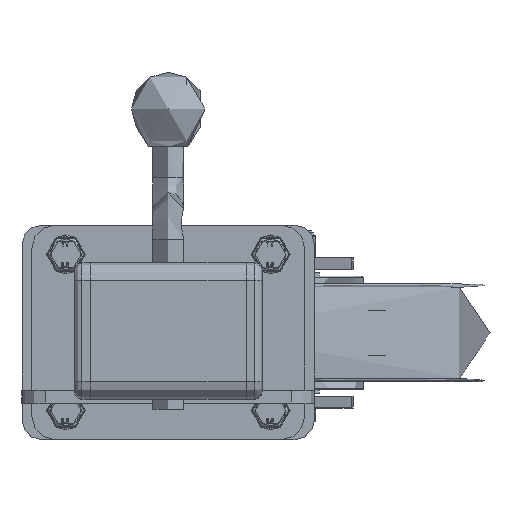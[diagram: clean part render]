
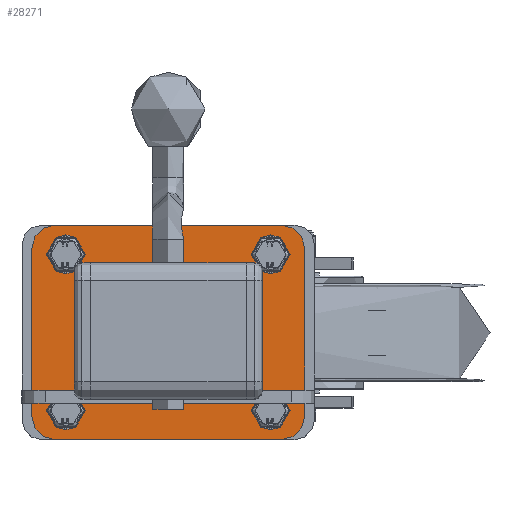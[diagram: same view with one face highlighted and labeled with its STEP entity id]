
A CAD part, top view. The second image highlights one B-rep face of the part: STEP entity #28271.
In plain terms, the highlighted planar face has unit normal (0, 0, 1).
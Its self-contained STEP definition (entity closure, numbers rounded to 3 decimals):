
#1161=FACE_BOUND('',#9809,.T.);
#1162=FACE_BOUND('',#9810,.T.);
#1163=FACE_BOUND('',#9811,.T.);
#1164=FACE_BOUND('',#9812,.T.);
#1165=FACE_BOUND('',#9813,.T.);
#1518=PLANE('',#30767);
#3484=LINE('',#48700,#5403);
#3489=LINE('',#48714,#5408);
#3493=LINE('',#48726,#5412);
#3497=LINE('',#48738,#5416);
#3516=LINE('',#48798,#5435);
#3521=LINE('',#48812,#5440);
#3525=LINE('',#48824,#5444);
#3529=LINE('',#48836,#5448);
#3534=LINE('',#48854,#5453);
#3538=LINE('',#48865,#5457);
#3542=LINE('',#48878,#5461);
#3546=LINE('',#48889,#5465);
#3550=LINE('',#48902,#5469);
#3554=LINE('',#48913,#5473);
#3558=LINE('',#48926,#5477);
#3562=LINE('',#48937,#5481);
#5403=VECTOR('',#34815,1000.);
#5408=VECTOR('',#34828,1000.);
#5412=VECTOR('',#34840,1000.);
#5416=VECTOR('',#34852,1000.);
#5435=VECTOR('',#34915,1000.);
#5440=VECTOR('',#34928,1000.);
#5444=VECTOR('',#34940,1000.);
#5448=VECTOR('',#34952,1000.);
#5453=VECTOR('',#34971,1000.);
#5457=VECTOR('',#34983,1000.);
#5461=VECTOR('',#34995,1000.);
#5465=VECTOR('',#35007,1000.);
#5469=VECTOR('',#35019,1000.);
#5473=VECTOR('',#35031,1000.);
#5477=VECTOR('',#35043,1000.);
#5481=VECTOR('',#35055,1000.);
#7947=FACE_OUTER_BOUND('',#9808,.T.);
#9808=EDGE_LOOP('',(#21948,#21949,#21950,#21951,#21952,#21953,#21954,#21955));
#9809=EDGE_LOOP('',(#21956,#21957,#21958,#21959,#21960,#21961,#21962,#21963));
#9810=EDGE_LOOP('',(#21964,#21965,#21966,#21967));
#9811=EDGE_LOOP('',(#21968,#21969,#21970,#21971));
#9812=EDGE_LOOP('',(#21972,#21973,#21974,#21975));
#9813=EDGE_LOOP('',(#21976,#21977,#21978,#21979));
#11474=CIRCLE('',#30688,5.);
#11475=CIRCLE('',#30691,5.);
#11477=CIRCLE('',#30695,5.);
#11479=CIRCLE('',#30699,5.);
#11489=CIRCLE('',#30721,12.);
#11491=CIRCLE('',#30725,12.);
#11493=CIRCLE('',#30729,12.);
#11495=CIRCLE('',#30733,12.);
#11497=CIRCLE('',#30736,5.5);
#11499=CIRCLE('',#30740,5.5);
#11501=CIRCLE('',#30744,5.5);
#11503=CIRCLE('',#30748,5.5);
#11505=CIRCLE('',#30752,5.5);
#11507=CIRCLE('',#30756,5.5);
#11509=CIRCLE('',#30760,5.5);
#11511=CIRCLE('',#30764,5.5);
#13235=VERTEX_POINT('',#48698);
#13236=VERTEX_POINT('',#48699);
#13240=VERTEX_POINT('',#48709);
#13241=VERTEX_POINT('',#48713);
#13243=VERTEX_POINT('',#48719);
#13245=VERTEX_POINT('',#48725);
#13247=VERTEX_POINT('',#48731);
#13249=VERTEX_POINT('',#48737);
#13267=VERTEX_POINT('',#48796);
#13268=VERTEX_POINT('',#48797);
#13271=VERTEX_POINT('',#48805);
#13273=VERTEX_POINT('',#48811);
#13275=VERTEX_POINT('',#48817);
#13277=VERTEX_POINT('',#48823);
#13279=VERTEX_POINT('',#48829);
#13281=VERTEX_POINT('',#48835);
#13283=VERTEX_POINT('',#48844);
#13284=VERTEX_POINT('',#48845);
#13287=VERTEX_POINT('',#48853);
#13289=VERTEX_POINT('',#48859);
#13291=VERTEX_POINT('',#48868);
#13292=VERTEX_POINT('',#48869);
#13295=VERTEX_POINT('',#48877);
#13297=VERTEX_POINT('',#48883);
#13299=VERTEX_POINT('',#48892);
#13300=VERTEX_POINT('',#48893);
#13303=VERTEX_POINT('',#48901);
#13305=VERTEX_POINT('',#48907);
#13307=VERTEX_POINT('',#48916);
#13308=VERTEX_POINT('',#48917);
#13311=VERTEX_POINT('',#48925);
#13313=VERTEX_POINT('',#48931);
#16325=EDGE_CURVE('',#13235,#13236,#3484,.T.);
#16331=EDGE_CURVE('',#13240,#13236,#11474,.T.);
#16332=EDGE_CURVE('',#13240,#13241,#3489,.T.);
#16335=EDGE_CURVE('',#13241,#13243,#11475,.T.);
#16338=EDGE_CURVE('',#13243,#13245,#3493,.T.);
#16341=EDGE_CURVE('',#13245,#13247,#11477,.T.);
#16344=EDGE_CURVE('',#13247,#13249,#3497,.T.);
#16347=EDGE_CURVE('',#13249,#13235,#11479,.T.);
#16373=EDGE_CURVE('',#13267,#13268,#3516,.T.);
#16377=EDGE_CURVE('',#13268,#13271,#11489,.T.);
#16380=EDGE_CURVE('',#13271,#13273,#3521,.T.);
#16383=EDGE_CURVE('',#13273,#13275,#11491,.T.);
#16386=EDGE_CURVE('',#13275,#13277,#3525,.T.);
#16389=EDGE_CURVE('',#13277,#13279,#11493,.T.);
#16392=EDGE_CURVE('',#13279,#13281,#3529,.T.);
#16395=EDGE_CURVE('',#13281,#13267,#11495,.T.);
#16397=EDGE_CURVE('',#13283,#13284,#11497,.T.);
#16401=EDGE_CURVE('',#13284,#13287,#3534,.T.);
#16404=EDGE_CURVE('',#13287,#13289,#11499,.T.);
#16407=EDGE_CURVE('',#13289,#13283,#3538,.T.);
#16409=EDGE_CURVE('',#13291,#13292,#11501,.T.);
#16413=EDGE_CURVE('',#13292,#13295,#3542,.T.);
#16416=EDGE_CURVE('',#13295,#13297,#11503,.T.);
#16419=EDGE_CURVE('',#13297,#13291,#3546,.T.);
#16421=EDGE_CURVE('',#13299,#13300,#11505,.T.);
#16425=EDGE_CURVE('',#13300,#13303,#3550,.T.);
#16428=EDGE_CURVE('',#13303,#13305,#11507,.T.);
#16431=EDGE_CURVE('',#13305,#13299,#3554,.T.);
#16433=EDGE_CURVE('',#13307,#13308,#11509,.T.);
#16437=EDGE_CURVE('',#13308,#13311,#3558,.T.);
#16440=EDGE_CURVE('',#13311,#13313,#11511,.T.);
#16443=EDGE_CURVE('',#13313,#13307,#3562,.T.);
#21948=ORIENTED_EDGE('',*,*,#16373,.F.);
#21949=ORIENTED_EDGE('',*,*,#16395,.F.);
#21950=ORIENTED_EDGE('',*,*,#16392,.F.);
#21951=ORIENTED_EDGE('',*,*,#16389,.F.);
#21952=ORIENTED_EDGE('',*,*,#16386,.F.);
#21953=ORIENTED_EDGE('',*,*,#16383,.F.);
#21954=ORIENTED_EDGE('',*,*,#16380,.F.);
#21955=ORIENTED_EDGE('',*,*,#16377,.F.);
#21956=ORIENTED_EDGE('',*,*,#16347,.T.);
#21957=ORIENTED_EDGE('',*,*,#16325,.T.);
#21958=ORIENTED_EDGE('',*,*,#16331,.F.);
#21959=ORIENTED_EDGE('',*,*,#16332,.T.);
#21960=ORIENTED_EDGE('',*,*,#16335,.T.);
#21961=ORIENTED_EDGE('',*,*,#16338,.T.);
#21962=ORIENTED_EDGE('',*,*,#16341,.T.);
#21963=ORIENTED_EDGE('',*,*,#16344,.T.);
#21964=ORIENTED_EDGE('',*,*,#16433,.F.);
#21965=ORIENTED_EDGE('',*,*,#16443,.F.);
#21966=ORIENTED_EDGE('',*,*,#16440,.F.);
#21967=ORIENTED_EDGE('',*,*,#16437,.F.);
#21968=ORIENTED_EDGE('',*,*,#16421,.F.);
#21969=ORIENTED_EDGE('',*,*,#16431,.F.);
#21970=ORIENTED_EDGE('',*,*,#16428,.F.);
#21971=ORIENTED_EDGE('',*,*,#16425,.F.);
#21972=ORIENTED_EDGE('',*,*,#16409,.F.);
#21973=ORIENTED_EDGE('',*,*,#16419,.F.);
#21974=ORIENTED_EDGE('',*,*,#16416,.F.);
#21975=ORIENTED_EDGE('',*,*,#16413,.F.);
#21976=ORIENTED_EDGE('',*,*,#16397,.F.);
#21977=ORIENTED_EDGE('',*,*,#16407,.F.);
#21978=ORIENTED_EDGE('',*,*,#16404,.F.);
#21979=ORIENTED_EDGE('',*,*,#16401,.F.);
#28271=ADVANCED_FACE('',(#7947,#1161,#1162,#1163,#1164,#1165),#1518,.T.);
#30688=AXIS2_PLACEMENT_3D('',#48711,#34824,#34825);
#30691=AXIS2_PLACEMENT_3D('',#48720,#34833,#34834);
#30695=AXIS2_PLACEMENT_3D('',#48732,#34845,#34846);
#30699=AXIS2_PLACEMENT_3D('',#48743,#34857,#34858);
#30721=AXIS2_PLACEMENT_3D('',#48806,#34921,#34922);
#30725=AXIS2_PLACEMENT_3D('',#48818,#34933,#34934);
#30729=AXIS2_PLACEMENT_3D('',#48830,#34945,#34946);
#30733=AXIS2_PLACEMENT_3D('',#48841,#34957,#34958);
#30736=AXIS2_PLACEMENT_3D('',#48846,#34963,#34964);
#30740=AXIS2_PLACEMENT_3D('',#48860,#34976,#34977);
#30744=AXIS2_PLACEMENT_3D('',#48870,#34987,#34988);
#30748=AXIS2_PLACEMENT_3D('',#48884,#35000,#35001);
#30752=AXIS2_PLACEMENT_3D('',#48894,#35011,#35012);
#30756=AXIS2_PLACEMENT_3D('',#48908,#35024,#35025);
#30760=AXIS2_PLACEMENT_3D('',#48918,#35035,#35036);
#30764=AXIS2_PLACEMENT_3D('',#48932,#35048,#35049);
#30767=AXIS2_PLACEMENT_3D('',#48939,#35057,#35058);
#34815=DIRECTION('',(-1.,0.,0.));
#34824=DIRECTION('center_axis',(0.,0.,1.));
#34825=DIRECTION('ref_axis',(-1.,0.,0.));
#34828=DIRECTION('',(0.,1.,0.));
#34833=DIRECTION('center_axis',(0.,0.,-1.));
#34834=DIRECTION('ref_axis',(-1.,0.,0.));
#34840=DIRECTION('',(1.,0.,0.));
#34845=DIRECTION('center_axis',(0.,0.,-1.));
#34846=DIRECTION('ref_axis',(0.,1.,0.));
#34852=DIRECTION('',(0.,-1.,0.));
#34857=DIRECTION('center_axis',(0.,0.,-1.));
#34858=DIRECTION('ref_axis',(1.,0.,0.));
#34915=DIRECTION('',(0.,1.,0.));
#34921=DIRECTION('center_axis',(0.,0.,-1.));
#34922=DIRECTION('ref_axis',(-1.,0.,0.));
#34928=DIRECTION('',(1.,0.,0.));
#34933=DIRECTION('center_axis',(0.,0.,-1.));
#34934=DIRECTION('ref_axis',(0.,1.,0.));
#34940=DIRECTION('',(0.,-1.,0.));
#34945=DIRECTION('center_axis',(0.,0.,-1.));
#34946=DIRECTION('ref_axis',(1.,0.,0.));
#34952=DIRECTION('',(-1.,0.,0.));
#34957=DIRECTION('center_axis',(0.,0.,-1.));
#34958=DIRECTION('ref_axis',(0.,-1.,0.));
#34963=DIRECTION('center_axis',(0.,0.,1.));
#34964=DIRECTION('ref_axis',(-1.,0.,0.));
#34971=DIRECTION('',(0.,-1.,0.));
#34976=DIRECTION('center_axis',(0.,0.,1.));
#34977=DIRECTION('ref_axis',(-1.,0.,0.));
#34983=DIRECTION('',(0.,1.,0.));
#34987=DIRECTION('center_axis',(0.,0.,1.));
#34988=DIRECTION('ref_axis',(-1.,0.,0.));
#34995=DIRECTION('',(0.,1.,0.));
#35000=DIRECTION('center_axis',(0.,0.,1.));
#35001=DIRECTION('ref_axis',(-1.,0.,0.));
#35007=DIRECTION('',(0.,-1.,0.));
#35011=DIRECTION('center_axis',(0.,0.,1.));
#35012=DIRECTION('ref_axis',(1.,0.,0.));
#35019=DIRECTION('',(0.,-1.,0.));
#35024=DIRECTION('center_axis',(0.,0.,1.));
#35025=DIRECTION('ref_axis',(1.,0.,0.));
#35031=DIRECTION('',(0.,1.,0.));
#35035=DIRECTION('center_axis',(0.,0.,1.));
#35036=DIRECTION('ref_axis',(1.,0.,0.));
#35043=DIRECTION('',(0.,1.,0.));
#35048=DIRECTION('center_axis',(0.,0.,1.));
#35049=DIRECTION('ref_axis',(1.,0.,0.));
#35055=DIRECTION('',(0.,-1.,0.));
#35057=DIRECTION('center_axis',(0.,0.,1.));
#35058=DIRECTION('ref_axis',(1.,0.,0.));
#48698=CARTESIAN_POINT('',(20.,-25.,6.));
#48699=CARTESIAN_POINT('',(-20.,-25.,6.));
#48700=CARTESIAN_POINT('',(25.,-25.,6.));
#48709=CARTESIAN_POINT('',(-25.,-20.,6.));
#48711=CARTESIAN_POINT('Origin',(-20.,-20.,6.));
#48713=CARTESIAN_POINT('',(-25.,20.,6.));
#48714=CARTESIAN_POINT('',(-25.,-25.,6.));
#48719=CARTESIAN_POINT('',(-20.,25.,6.));
#48720=CARTESIAN_POINT('Origin',(-20.,20.,6.));
#48725=CARTESIAN_POINT('',(20.,25.,6.));
#48726=CARTESIAN_POINT('',(-25.,25.,6.));
#48731=CARTESIAN_POINT('',(25.,20.,6.));
#48732=CARTESIAN_POINT('Origin',(20.,20.,6.));
#48737=CARTESIAN_POINT('',(25.,-20.,6.));
#48738=CARTESIAN_POINT('',(25.,25.,6.));
#48743=CARTESIAN_POINT('Origin',(20.,-20.,6.));
#48796=CARTESIAN_POINT('',(-70.,-43.,6.));
#48797=CARTESIAN_POINT('',(-70.,43.,6.));
#48798=CARTESIAN_POINT('',(-70.,-43.,6.));
#48805=CARTESIAN_POINT('',(-58.,55.,6.));
#48806=CARTESIAN_POINT('Origin',(-58.,43.,6.));
#48811=CARTESIAN_POINT('',(58.,55.,6.));
#48812=CARTESIAN_POINT('',(-58.,55.,6.));
#48817=CARTESIAN_POINT('',(70.,43.,6.));
#48818=CARTESIAN_POINT('Origin',(58.,43.,6.));
#48823=CARTESIAN_POINT('',(70.,-43.,6.));
#48824=CARTESIAN_POINT('',(70.,43.,6.));
#48829=CARTESIAN_POINT('',(58.,-55.,6.));
#48830=CARTESIAN_POINT('Origin',(58.,-43.,6.));
#48835=CARTESIAN_POINT('',(-58.,-55.,6.));
#48836=CARTESIAN_POINT('',(58.,-55.,6.));
#48841=CARTESIAN_POINT('Origin',(-58.,-43.,6.));
#48844=CARTESIAN_POINT('',(-47.,40.,6.));
#48845=CARTESIAN_POINT('',(-58.,40.,6.));
#48846=CARTESIAN_POINT('Origin',(-52.5,40.,6.));
#48853=CARTESIAN_POINT('',(-58.,37.5,6.));
#48854=CARTESIAN_POINT('',(-58.,40.,6.));
#48859=CARTESIAN_POINT('',(-47.,37.5,6.));
#48860=CARTESIAN_POINT('Origin',(-52.5,37.5,6.));
#48865=CARTESIAN_POINT('',(-47.,40.,6.));
#48868=CARTESIAN_POINT('',(-58.,-40.,6.));
#48869=CARTESIAN_POINT('',(-47.,-40.,6.));
#48870=CARTESIAN_POINT('Origin',(-52.5,-40.,6.));
#48877=CARTESIAN_POINT('',(-47.,-37.5,6.));
#48878=CARTESIAN_POINT('',(-47.,-40.,6.));
#48883=CARTESIAN_POINT('',(-58.,-37.5,6.));
#48884=CARTESIAN_POINT('Origin',(-52.5,-37.5,6.));
#48889=CARTESIAN_POINT('',(-58.,-40.,6.));
#48892=CARTESIAN_POINT('',(58.,40.,6.));
#48893=CARTESIAN_POINT('',(47.,40.,6.));
#48894=CARTESIAN_POINT('Origin',(52.5,40.,6.));
#48901=CARTESIAN_POINT('',(47.,37.5,6.));
#48902=CARTESIAN_POINT('',(47.,40.,6.));
#48907=CARTESIAN_POINT('',(58.,37.5,6.));
#48908=CARTESIAN_POINT('Origin',(52.5,37.5,6.));
#48913=CARTESIAN_POINT('',(58.,40.,6.));
#48916=CARTESIAN_POINT('',(47.,-40.,6.));
#48917=CARTESIAN_POINT('',(58.,-40.,6.));
#48918=CARTESIAN_POINT('Origin',(52.5,-40.,6.));
#48925=CARTESIAN_POINT('',(58.,-37.5,6.));
#48926=CARTESIAN_POINT('',(58.,-40.,6.));
#48931=CARTESIAN_POINT('',(47.,-37.5,6.));
#48932=CARTESIAN_POINT('Origin',(52.5,-37.5,6.));
#48937=CARTESIAN_POINT('',(47.,-40.,6.));
#48939=CARTESIAN_POINT('Origin',(0.,0.,6.));
